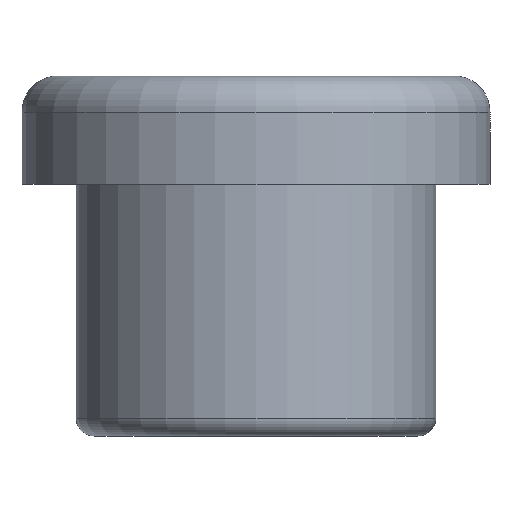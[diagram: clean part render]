
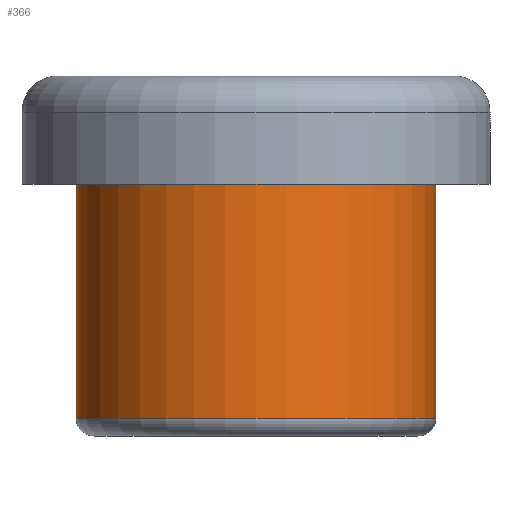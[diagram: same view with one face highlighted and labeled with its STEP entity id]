
A CAD part, front view. The second image highlights one B-rep face of the part: STEP entity #366.
In plain terms, the highlighted cylindrical face has radius 5 mm (diameter 10 mm), a partial arc.
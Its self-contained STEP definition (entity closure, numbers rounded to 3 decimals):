
#23 = CARTESIAN_POINT ( 'NONE',  ( 0., 0., 7. ) ) ;
#24 = FACE_OUTER_BOUND ( 'NONE', #124, .T. ) ;
#27 = DIRECTION ( 'NONE',  ( 0., 0., 1. ) ) ;
#28 = VECTOR ( 'NONE', #43, 1000. ) ;
#29 = DIRECTION ( 'NONE',  ( 0., 0., 1. ) ) ;
#33 = CIRCLE ( 'NONE', #71, 5. ) ;
#39 = AXIS2_PLACEMENT_3D ( 'NONE', #477, #27, #295 ) ;
#43 = DIRECTION ( 'NONE',  ( 0., 0., -1. ) ) ;
#55 = DIRECTION ( 'NONE',  ( 0., 0., -1. ) ) ;
#67 = CARTESIAN_POINT ( 'NONE',  ( 5., 0., 0.5 ) ) ;
#71 = AXIS2_PLACEMENT_3D ( 'NONE', #368, #29, #339 ) ;
#91 = LINE ( 'NONE', #397, #460 ) ;
#107 = EDGE_CURVE ( 'NONE', #298, #463, #33, .T. ) ;
#124 = EDGE_LOOP ( 'NONE', ( #312, #337, #275, #458 ) ) ;
#128 = DIRECTION ( 'NONE',  ( 0., 0., -1. ) ) ;
#151 = EDGE_CURVE ( 'NONE', #321, #184, #273, .T. ) ;
#161 = CARTESIAN_POINT ( 'NONE',  ( -5., 0., 0.5 ) ) ;
#169 = DIRECTION ( 'NONE',  ( -1., 0., 0. ) ) ;
#184 = VERTEX_POINT ( 'NONE', #67 ) ;
#209 = CYLINDRICAL_SURFACE ( 'NONE', #358, 5. ) ;
#232 = EDGE_CURVE ( 'NONE', #463, #184, #456, .T. ) ;
#273 = CIRCLE ( 'NONE', #39, 5. ) ;
#275 = ORIENTED_EDGE ( 'NONE', *, *, #382, .T. ) ;
#295 = DIRECTION ( 'NONE',  ( 1., 0., 0. ) ) ;
#298 = VERTEX_POINT ( 'NONE', #421 ) ;
#312 = ORIENTED_EDGE ( 'NONE', *, *, #232, .F. ) ;
#321 = VERTEX_POINT ( 'NONE', #161 ) ;
#337 = ORIENTED_EDGE ( 'NONE', *, *, #107, .F. ) ;
#339 = DIRECTION ( 'NONE',  ( 1., 0., 0. ) ) ;
#358 = AXIS2_PLACEMENT_3D ( 'NONE', #23, #128, #169 ) ;
#366 = ADVANCED_FACE ( 'NONE', ( #24 ), #209, .T. ) ;
#368 = CARTESIAN_POINT ( 'NONE',  ( 0., 0., 7. ) ) ;
#382 = EDGE_CURVE ( 'NONE', #298, #321, #91, .T. ) ;
#397 = CARTESIAN_POINT ( 'NONE',  ( -5., 0., 7. ) ) ;
#401 = CARTESIAN_POINT ( 'NONE',  ( 5., 0., 7. ) ) ;
#419 = CARTESIAN_POINT ( 'NONE',  ( 5., 0., 7. ) ) ;
#421 = CARTESIAN_POINT ( 'NONE',  ( -5., 0., 7. ) ) ;
#456 = LINE ( 'NONE', #419, #28 ) ;
#458 = ORIENTED_EDGE ( 'NONE', *, *, #151, .T. ) ;
#460 = VECTOR ( 'NONE', #55, 1000. ) ;
#463 = VERTEX_POINT ( 'NONE', #401 ) ;
#477 = CARTESIAN_POINT ( 'NONE',  ( 0., 0., 0.5 ) ) ;
